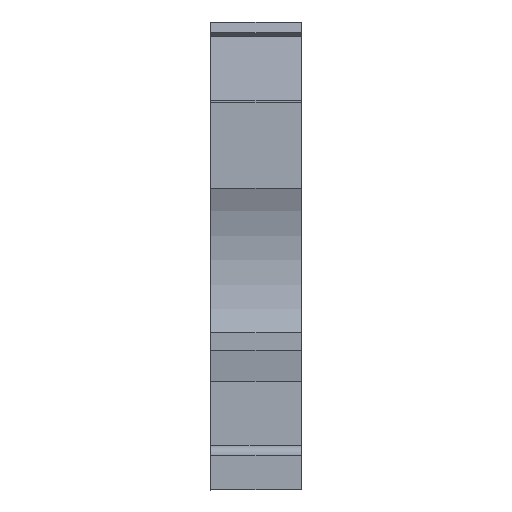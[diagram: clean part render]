
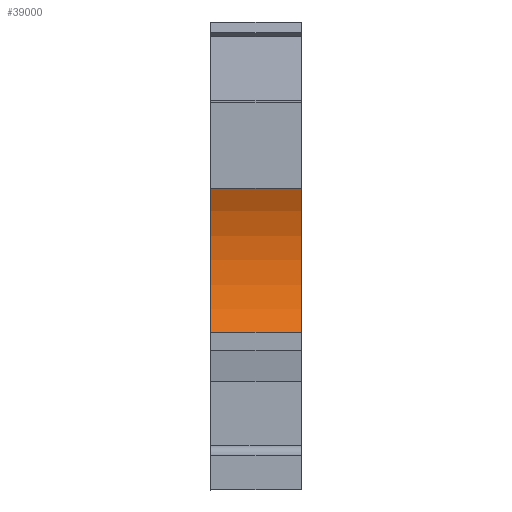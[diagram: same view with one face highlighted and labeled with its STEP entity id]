
A CAD part, front view. The second image highlights one B-rep face of the part: STEP entity #39000.
In plain terms, the highlighted cylindrical face has radius 15 mm (diameter 30 mm), a partial arc.
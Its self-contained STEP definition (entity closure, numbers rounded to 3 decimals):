
#4280=CARTESIAN_POINT('',(-44.493,-30.2,
53.67));
#4290=VERTEX_POINT('',#4280);
#4320=CARTESIAN_POINT('',(-58.011,-23.7,
53.67));
#4330=DIRECTION('',(0.,0.,1.));
#4340=DIRECTION('',(1.,0.,0.));
#4350=AXIS2_PLACEMENT_3D('',#4320,#4330,#4340);
#4360=CIRCLE('',#4350,15.);
#4370=CARTESIAN_POINT('',(-44.493,-17.2,
53.67));
#4380=VERTEX_POINT('',#4370);
#4390=EDGE_CURVE('',#4290,#4380,#4360,.T.);
#10600=CARTESIAN_POINT('',(-44.493,-17.2,
45.52));
#10610=VERTEX_POINT('',#10600);
#10640=CARTESIAN_POINT('',(-58.011,-23.7,
45.52));
#10650=DIRECTION('',(0.,0.,1.));
#10660=DIRECTION('',(1.,0.,0.));
#10670=AXIS2_PLACEMENT_3D('',#10640,#10650,#10660);
#10680=CIRCLE('',#10670,15.);
#10690=CARTESIAN_POINT('',(-44.493,-30.2,
45.52));
#10700=VERTEX_POINT('',#10690);
#10710=EDGE_CURVE('',#10700,#10610,#10680,.T.);
#38790=CARTESIAN_POINT('',(-58.011,-23.7,
53.67));
#38800=DIRECTION('',(0.,0.,1.));
#38810=DIRECTION('',(1.,0.,0.));
#38820=AXIS2_PLACEMENT_3D('',#38790,#38800,#38810);
#38830=CYLINDRICAL_SURFACE('',#38820,15.);
#38840=ORIENTED_EDGE('',*,*,#4390,.T.);
#38850=CARTESIAN_POINT('',(-44.493,-30.2,
53.67));
#38860=DIRECTION('',(0.,0.,-1.));
#38870=VECTOR('',#38860,1.);
#38880=LINE('',#38850,#38870);
#38890=EDGE_CURVE('',#4290,#10700,#38880,.T.);
#38900=ORIENTED_EDGE('',*,*,#38890,.F.);
#38910=ORIENTED_EDGE('',*,*,#10710,.F.);
#38920=CARTESIAN_POINT('',(-44.493,-17.2,
53.67));
#38930=DIRECTION('',(0.,0.,-1.));
#38940=VECTOR('',#38930,1.);
#38950=LINE('',#38920,#38940);
#38960=EDGE_CURVE('',#4380,#10610,#38950,.T.);
#38970=ORIENTED_EDGE('',*,*,#38960,.T.);
#38980=EDGE_LOOP('',(#38970,#38910,#38900,#38840));
#38990=FACE_OUTER_BOUND('',#38980,.T.);
#39000=ADVANCED_FACE('',(#38990),#38830,.F.);
